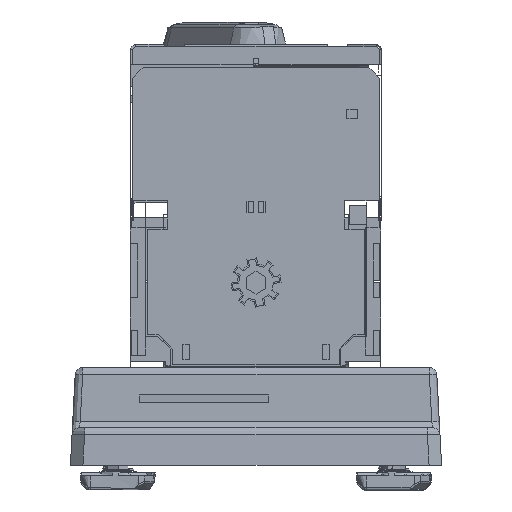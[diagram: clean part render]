
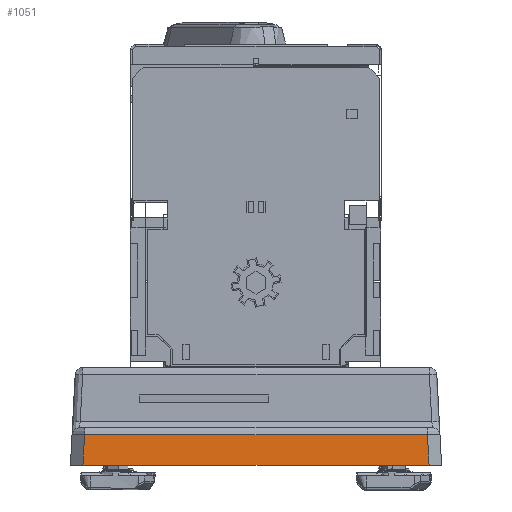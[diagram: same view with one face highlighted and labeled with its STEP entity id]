
A CAD part, front view. The second image highlights one B-rep face of the part: STEP entity #1051.
In plain terms, the highlighted planar face has unit normal (0, 0.999, -0.052).
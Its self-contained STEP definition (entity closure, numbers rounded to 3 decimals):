
#940 = DIRECTION ( 'NONE',  ( -1., 0., 0. ) ) ;
#1051 = ADVANCED_FACE ( 'NONE', ( #51066 ), #58890, .F. ) ;
#3651 = EDGE_CURVE ( 'NONE', #34181, #65917, #22540, .T. ) ;
#4027 = VECTOR ( 'NONE', #65417, 1000. ) ;
#4929 = DIRECTION ( 'NONE',  ( 1., 0., 0. ) ) ;
#11607 = CARTESIAN_POINT ( 'NONE',  ( -169.601, -97.882, -13.227 ) ) ;
#14611 = CARTESIAN_POINT ( 'NONE',  ( -168.964, -97.245, -1.07 ) ) ;
#19571 = LINE ( 'NONE', #30449, #4027 ) ;
#19630 = VECTOR ( 'NONE', #940, 1000. ) ;
#21621 = EDGE_LOOP ( 'NONE', ( #36898, #57136, #41384, #63137 ) ) ;
#22540 = LINE ( 'NONE', #61273, #65435 ) ;
#22664 = EDGE_CURVE ( 'NONE', #34181, #52783, #39283, .T. ) ;
#26662 = VERTEX_POINT ( 'NONE', #44225 ) ;
#30449 = CARTESIAN_POINT ( 'NONE',  ( -31.573, -97.896, -13.488 ) ) ;
#34181 = VERTEX_POINT ( 'NONE', #11607 ) ;
#35158 = CARTESIAN_POINT ( 'NONE',  ( -26.594, -97.882, -13.227 ) ) ;
#36898 = ORIENTED_EDGE ( 'NONE', *, *, #3651, .T. ) ;
#37254 = CARTESIAN_POINT ( 'NONE',  ( -31.587, -97.882, -13.227 ) ) ;
#39283 = LINE ( 'NONE', #51586, #52924 ) ;
#41280 = EDGE_CURVE ( 'NONE', #26662, #52783, #19571, .T. ) ;
#41299 = DIRECTION ( 'NONE',  ( 0., -0.999, 0.052 ) ) ;
#41384 = ORIENTED_EDGE ( 'NONE', *, *, #41280, .T. ) ;
#44225 = CARTESIAN_POINT ( 'NONE',  ( -32.224, -97.245, -1.07 ) ) ;
#50632 = LINE ( 'NONE', #70833, #19630 ) ;
#51066 = FACE_OUTER_BOUND ( 'NONE', #21621, .T. ) ;
#51586 = CARTESIAN_POINT ( 'NONE',  ( -26.594, -97.882, -13.227 ) ) ;
#52736 = DIRECTION ( 'NONE',  ( 0., -0.052, -0.999 ) ) ;
#52783 = VERTEX_POINT ( 'NONE', #37254 ) ;
#52924 = VECTOR ( 'NONE', #4929, 1000. ) ;
#53701 = EDGE_CURVE ( 'NONE', #26662, #65917, #50632, .T. ) ;
#57136 = ORIENTED_EDGE ( 'NONE', *, *, #53701, .F. ) ;
#58890 = PLANE ( 'NONE',  #71781 ) ;
#61273 = CARTESIAN_POINT ( 'NONE',  ( -169.614, -97.896, -13.488 ) ) ;
#61783 = DIRECTION ( 'NONE',  ( 0.052, 0.052, 0.997 ) ) ;
#63137 = ORIENTED_EDGE ( 'NONE', *, *, #22664, .F. ) ;
#65417 = DIRECTION ( 'NONE',  ( 0.052, -0.052, -0.997 ) ) ;
#65435 = VECTOR ( 'NONE', #61783, 1000. ) ;
#65917 = VERTEX_POINT ( 'NONE', #14611 ) ;
#70833 = CARTESIAN_POINT ( 'NONE',  ( -26.594, -97.245, -1.07 ) ) ;
#71781 = AXIS2_PLACEMENT_3D ( 'NONE', #35158, #41299, #52736 ) ;
